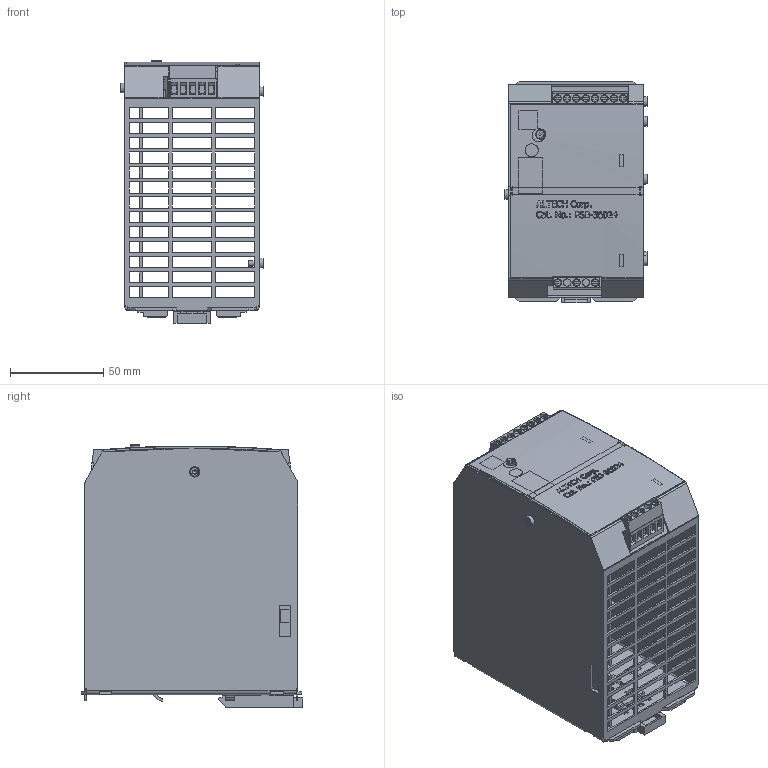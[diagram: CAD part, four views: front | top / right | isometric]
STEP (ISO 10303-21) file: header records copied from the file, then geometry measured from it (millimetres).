
FILE_DESCRIPTION((''),'2;1');
FILE_NAME('ALTECH-PSB-36024.stp','2012-06-14T14:06:56',('CAD Station'),(''),'Autodesk Inventor 2013','Autodesk Inventor 2013','');
FILE_SCHEMA(('CONFIG_CONTROL_DESIGN'));
Length unit declared in the file: inch
Products named in the file (1): ALTECH-PSB-36024
Bounding box: 76.8 x 118.65 x 140.55 mm (x, y, z)
Volume: 115036.3 mm3; surface area: 159715.4 mm2
Topology: 1 solids, 5 shells, 2439 faces, 6889 edges, 4503 vertices
Faces by surface type: plane 1783, cylinder 412, bspline 176, torus 40, cone 24, sphere 4
Full cylindrical faces by diameter (mm): 1 x53, 1.4 x11, 1.52 x4, 2 x4, 2.675 x6, 2.8 x1, 3 x6, 3.3 x6, 3.85 x11, 4 x13, 5 x2, 9 x1
Entity records: 86827 total; most frequent: CARTESIAN_POINT 22074, ORIENTED_EDGE 13320, DIRECTION 11577, EDGE_CURVE 6660, VECTOR 5027, LINE 5027, VERTEX_POINT 4439, AXIS2_PLACEMENT_3D 3275
